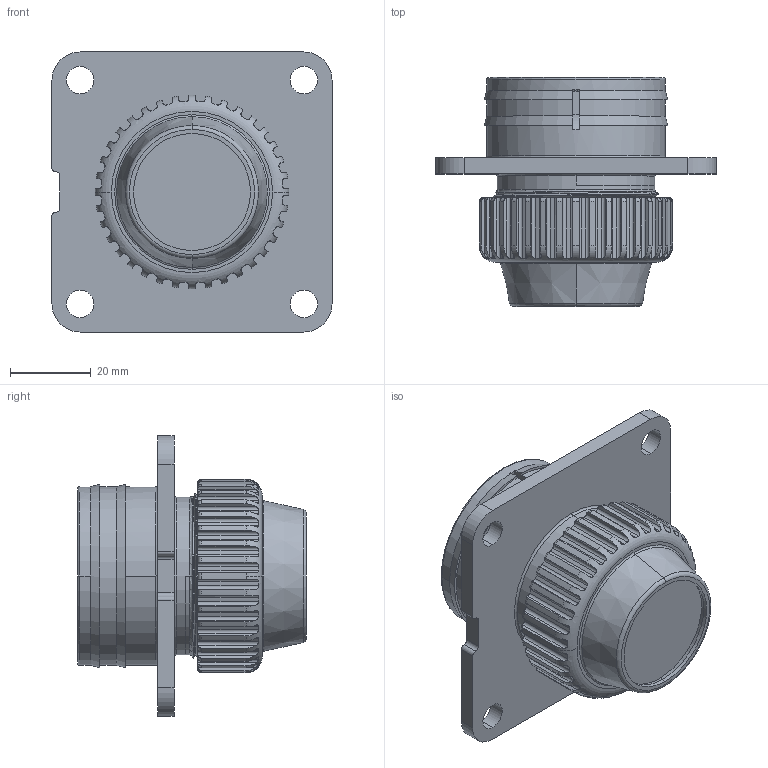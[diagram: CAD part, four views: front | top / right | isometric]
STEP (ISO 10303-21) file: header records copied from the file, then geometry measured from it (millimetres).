
FILE_DESCRIPTION((''),'2;1');
FILE_NAME('151220_SW0001','2021-04-30T15:46:17',('teru'),(''),'CREO PARAMETRIC BY PTC INC, 2017380','CREO PARAMETRIC BY PTC INC, 2017380','');
FILE_SCHEMA(('CONFIG_CONTROL_DESIGN'));
Products named in the file (1): 151220_SW0001
Bounding box: 69.5 x 56.8 x 69.5 mm (x, y, z)
Volume: 65799 mm3; surface area: 24202.7 mm2
Topology: 1 solids, 1 shells, 1983 faces, 5695 edges, 3772 vertices
Faces by surface type: plane 1587, cylinder 202, cone 112, torus 52, sphere 24, bspline 6
Entity records: 66581 total; most frequent: CARTESIAN_POINT 15099, ORIENTED_EDGE 11342, DIRECTION 9746, EDGE_CURVE 5671, VECTOR 4498, LINE 4498, VERTEX_POINT 3772, AXIS2_PLACEMENT_3D 2624
